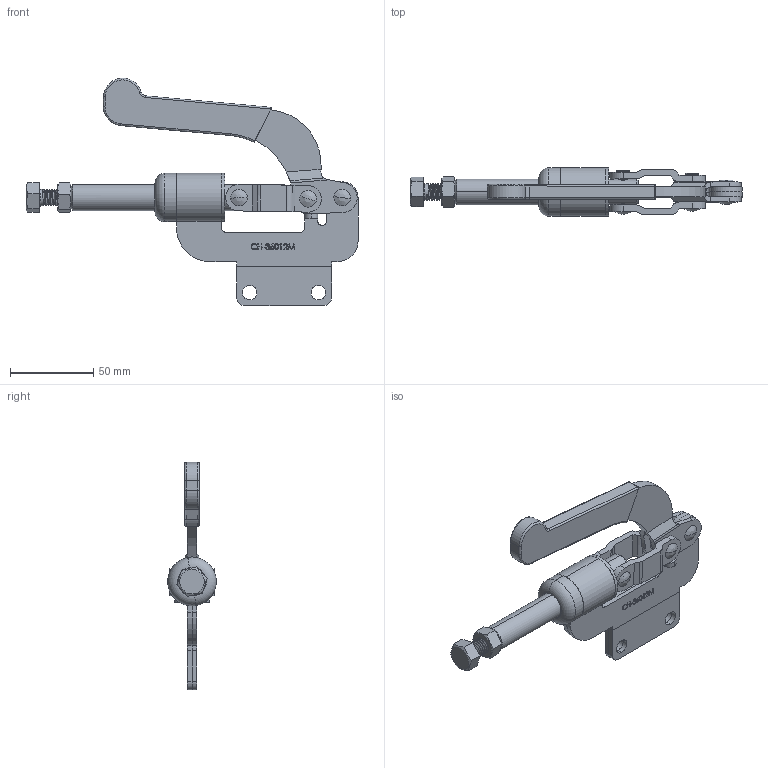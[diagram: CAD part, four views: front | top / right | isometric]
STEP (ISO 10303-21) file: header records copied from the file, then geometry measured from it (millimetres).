
FILE_DESCRIPTION (( 'STEP AP203' ), '1' );
FILE_NAME ('CH-36012M.STEP', '2012-09-29T02:56:33', ( '微软用户' ), ( '微软中国' ), 'SwSTEP 2.0', 'SolidWorks 2010', '' );
FILE_SCHEMA (( 'CONFIG_CONTROL_DESIGN' ));
Length unit declared in the file: millimetre
Products named in the file (13): CH-36010M-07; CH-36012M-01 BASE; CH-36010M-05 LEAD SET; CH-36010M-02 CREST STALK; CH-36010M-04 CONNECTING-PLATE; CH-36010M-03 HANDLE; CH-36010M-10; CH-36010M-11; M10 Nut; CH-SA-105015 SPINDLE SUPPLIED; CH-36010M-09; CH-36010M-08; CH-36012M
Assembly tree (13 placements, depth 2):
  CH-36012M
    CH-36010M-04 CONNECTING-PLATE  x2
    CH-36010M-11
    CH-36010M-08
    CH-36012M-01 BASE
    CH-36010M-03 HANDLE
    CH-36010M-02 CREST STALK
    CH-36010M-05 LEAD SET
    CH-SA-105015 SPINDLE SUPPLIED
    CH-36010M-10
    M10 Nut
    CH-36010M-09
    CH-36010M-07
Bounding box: 199.47 x 29.2 x 136.73 mm (x, y, z)
Volume: 104932.3 mm3; surface area: 62559.8 mm2
Topology: 16 solids, 16 shells, 786 faces, 2103 edges, 1374 vertices
Faces by surface type: plane 278, cylinder 243, bspline 191, cone 42, torus 32
Entity records: 46909 total; most frequent: CARTESIAN_POINT 28294, ORIENTED_EDGE 4050, DIRECTION 2872, EDGE_CURVE 2025, VERTEX_POINT 1330, VECTOR 1032, LINE 1032, AXIS2_PLACEMENT_3D 920
